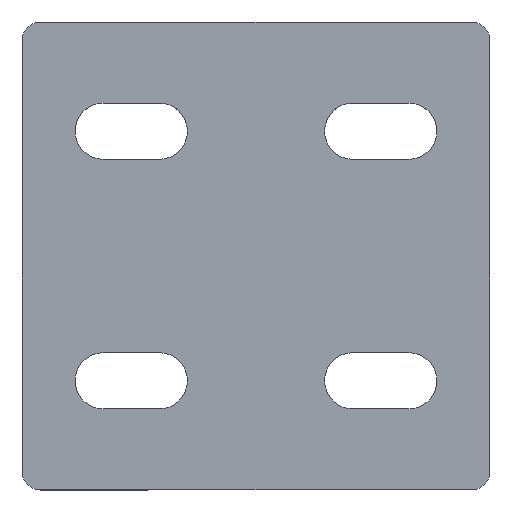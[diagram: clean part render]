
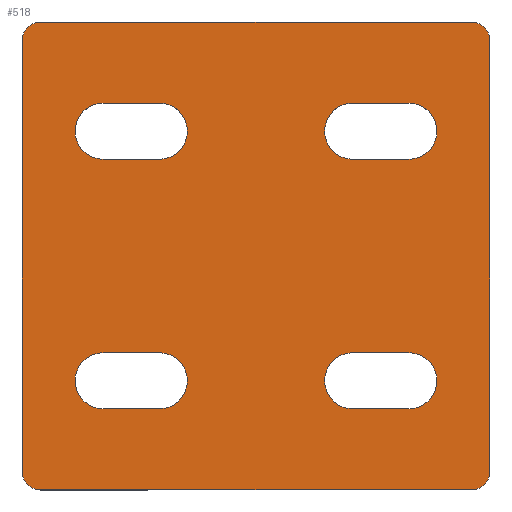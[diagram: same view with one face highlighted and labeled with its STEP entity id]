
A CAD part, top view. The second image highlights one B-rep face of the part: STEP entity #518.
In plain terms, the highlighted planar face has unit normal (0, 0, 1).
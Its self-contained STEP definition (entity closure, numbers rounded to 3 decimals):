
#19=FACE_BOUND('',#93,.T.);
#20=FACE_BOUND('',#94,.T.);
#21=FACE_BOUND('',#95,.T.);
#22=FACE_BOUND('',#96,.T.);
#36=PLANE('',#588);
#62=FACE_OUTER_BOUND('',#92,.T.);
#92=EDGE_LOOP('',(#457,#458,#459,#460,#461,#462,#463,#464));
#93=EDGE_LOOP('',(#465,#466,#467,#468));
#94=EDGE_LOOP('',(#469,#470,#471,#472));
#95=EDGE_LOOP('',(#473,#474,#475,#476));
#96=EDGE_LOOP('',(#477,#478,#479,#480));
#99=LINE('',#751,#147);
#103=LINE('',#762,#151);
#107=LINE('',#775,#155);
#111=LINE('',#786,#159);
#115=LINE('',#799,#163);
#119=LINE('',#810,#167);
#121=LINE('',#815,#169);
#126=LINE('',#829,#174);
#129=LINE('',#839,#177);
#134=LINE('',#853,#182);
#138=LINE('',#865,#186);
#142=LINE('',#877,#190);
#147=VECTOR('',#601,10.);
#151=VECTOR('',#613,10.);
#155=VECTOR('',#625,10.);
#159=VECTOR('',#637,10.);
#163=VECTOR('',#649,10.);
#167=VECTOR('',#661,10.);
#169=VECTOR('',#665,10.);
#174=VECTOR('',#678,10.);
#177=VECTOR('',#689,10.);
#182=VECTOR('',#702,10.);
#186=VECTOR('',#714,10.);
#190=VECTOR('',#726,10.);
#193=CIRCLE('',#540,4.5);
#195=CIRCLE('',#544,4.5);
#197=CIRCLE('',#548,4.5);
#199=CIRCLE('',#552,4.5);
#201=CIRCLE('',#556,4.5);
#203=CIRCLE('',#560,4.5);
#205=CIRCLE('',#565,4.5);
#207=CIRCLE('',#569,4.5);
#209=CIRCLE('',#573,3.);
#211=CIRCLE('',#577,3.);
#213=CIRCLE('',#581,3.);
#215=CIRCLE('',#585,3.);
#217=VERTEX_POINT('',#741);
#218=VERTEX_POINT('',#742);
#221=VERTEX_POINT('',#750);
#223=VERTEX_POINT('',#756);
#225=VERTEX_POINT('',#765);
#226=VERTEX_POINT('',#766);
#229=VERTEX_POINT('',#774);
#231=VERTEX_POINT('',#780);
#233=VERTEX_POINT('',#789);
#234=VERTEX_POINT('',#790);
#237=VERTEX_POINT('',#798);
#239=VERTEX_POINT('',#804);
#241=VERTEX_POINT('',#813);
#242=VERTEX_POINT('',#814);
#245=VERTEX_POINT('',#822);
#247=VERTEX_POINT('',#828);
#249=VERTEX_POINT('',#837);
#250=VERTEX_POINT('',#838);
#253=VERTEX_POINT('',#846);
#255=VERTEX_POINT('',#852);
#257=VERTEX_POINT('',#858);
#259=VERTEX_POINT('',#864);
#261=VERTEX_POINT('',#870);
#263=VERTEX_POINT('',#876);
#265=EDGE_CURVE('',#217,#218,#193,.T.);
#269=EDGE_CURVE('',#218,#221,#99,.T.);
#272=EDGE_CURVE('',#221,#223,#195,.T.);
#275=EDGE_CURVE('',#223,#217,#103,.T.);
#277=EDGE_CURVE('',#225,#226,#197,.T.);
#281=EDGE_CURVE('',#226,#229,#107,.T.);
#284=EDGE_CURVE('',#229,#231,#199,.T.);
#287=EDGE_CURVE('',#231,#225,#111,.T.);
#289=EDGE_CURVE('',#233,#234,#201,.T.);
#293=EDGE_CURVE('',#234,#237,#115,.T.);
#296=EDGE_CURVE('',#237,#239,#203,.T.);
#299=EDGE_CURVE('',#239,#233,#119,.T.);
#301=EDGE_CURVE('',#241,#242,#121,.T.);
#305=EDGE_CURVE('',#242,#245,#205,.T.);
#308=EDGE_CURVE('',#245,#247,#126,.T.);
#311=EDGE_CURVE('',#247,#241,#207,.T.);
#313=EDGE_CURVE('',#249,#250,#129,.T.);
#317=EDGE_CURVE('',#250,#253,#209,.T.);
#320=EDGE_CURVE('',#253,#255,#134,.T.);
#323=EDGE_CURVE('',#255,#257,#211,.T.);
#326=EDGE_CURVE('',#257,#259,#138,.T.);
#329=EDGE_CURVE('',#259,#261,#213,.T.);
#332=EDGE_CURVE('',#261,#263,#142,.T.);
#335=EDGE_CURVE('',#263,#249,#215,.T.);
#457=ORIENTED_EDGE('',*,*,#313,.F.);
#458=ORIENTED_EDGE('',*,*,#335,.F.);
#459=ORIENTED_EDGE('',*,*,#332,.F.);
#460=ORIENTED_EDGE('',*,*,#329,.F.);
#461=ORIENTED_EDGE('',*,*,#326,.F.);
#462=ORIENTED_EDGE('',*,*,#323,.F.);
#463=ORIENTED_EDGE('',*,*,#320,.F.);
#464=ORIENTED_EDGE('',*,*,#317,.F.);
#465=ORIENTED_EDGE('',*,*,#265,.T.);
#466=ORIENTED_EDGE('',*,*,#269,.T.);
#467=ORIENTED_EDGE('',*,*,#272,.T.);
#468=ORIENTED_EDGE('',*,*,#275,.T.);
#469=ORIENTED_EDGE('',*,*,#277,.T.);
#470=ORIENTED_EDGE('',*,*,#281,.T.);
#471=ORIENTED_EDGE('',*,*,#284,.T.);
#472=ORIENTED_EDGE('',*,*,#287,.T.);
#473=ORIENTED_EDGE('',*,*,#289,.T.);
#474=ORIENTED_EDGE('',*,*,#293,.T.);
#475=ORIENTED_EDGE('',*,*,#296,.T.);
#476=ORIENTED_EDGE('',*,*,#299,.T.);
#477=ORIENTED_EDGE('',*,*,#301,.T.);
#478=ORIENTED_EDGE('',*,*,#305,.T.);
#479=ORIENTED_EDGE('',*,*,#308,.T.);
#480=ORIENTED_EDGE('',*,*,#311,.T.);
#518=ADVANCED_FACE('',(#62,#19,#20,#21,#22),#36,.T.);
#540=AXIS2_PLACEMENT_3D('',#743,#593,#594);
#544=AXIS2_PLACEMENT_3D('',#757,#606,#607);
#548=AXIS2_PLACEMENT_3D('',#767,#617,#618);
#552=AXIS2_PLACEMENT_3D('',#781,#630,#631);
#556=AXIS2_PLACEMENT_3D('',#791,#641,#642);
#560=AXIS2_PLACEMENT_3D('',#805,#654,#655);
#565=AXIS2_PLACEMENT_3D('',#823,#671,#672);
#569=AXIS2_PLACEMENT_3D('',#834,#683,#684);
#573=AXIS2_PLACEMENT_3D('',#847,#695,#696);
#577=AXIS2_PLACEMENT_3D('',#859,#707,#708);
#581=AXIS2_PLACEMENT_3D('',#871,#719,#720);
#585=AXIS2_PLACEMENT_3D('',#882,#731,#732);
#588=AXIS2_PLACEMENT_3D('',#885,#737,#738);
#593=DIRECTION('center_axis',(0.,0.,-1.));
#594=DIRECTION('ref_axis',(0.,1.,0.));
#601=DIRECTION('',(-1.,0.,0.));
#606=DIRECTION('center_axis',(0.,0.,-1.));
#607=DIRECTION('ref_axis',(0.,-1.,0.));
#613=DIRECTION('',(1.,0.,0.));
#617=DIRECTION('center_axis',(0.,0.,-1.));
#618=DIRECTION('ref_axis',(0.,1.,0.));
#625=DIRECTION('',(-1.,0.,0.));
#630=DIRECTION('center_axis',(0.,0.,-1.));
#631=DIRECTION('ref_axis',(0.,-1.,0.));
#637=DIRECTION('',(1.,0.,0.));
#641=DIRECTION('center_axis',(0.,0.,-1.));
#642=DIRECTION('ref_axis',(0.,1.,0.));
#649=DIRECTION('',(-1.,0.,0.));
#654=DIRECTION('center_axis',(0.,0.,-1.));
#655=DIRECTION('ref_axis',(0.,-1.,0.));
#661=DIRECTION('',(1.,0.,0.));
#665=DIRECTION('',(1.,0.,0.));
#671=DIRECTION('center_axis',(0.,0.,-1.));
#672=DIRECTION('ref_axis',(0.,-1.,0.));
#678=DIRECTION('',(-1.,0.,0.));
#683=DIRECTION('center_axis',(0.,0.,-1.));
#684=DIRECTION('ref_axis',(0.,1.,0.));
#689=DIRECTION('',(1.,0.,0.));
#695=DIRECTION('center_axis',(0.,0.,-1.));
#696=DIRECTION('ref_axis',(1.,0.,0.));
#702=DIRECTION('',(0.,-1.,0.));
#707=DIRECTION('center_axis',(0.,0.,-1.));
#708=DIRECTION('ref_axis',(0.,-1.,0.));
#714=DIRECTION('',(-1.,0.,0.));
#719=DIRECTION('center_axis',(0.,0.,-1.));
#720=DIRECTION('ref_axis',(-1.,0.,0.));
#726=DIRECTION('',(0.,1.,0.));
#731=DIRECTION('center_axis',(0.,0.,-1.));
#732=DIRECTION('ref_axis',(0.,1.,0.));
#737=DIRECTION('center_axis',(0.,0.,1.));
#738=DIRECTION('ref_axis',(1.,0.,0.));
#741=CARTESIAN_POINT('',(62.,22.,5.));
#742=CARTESIAN_POINT('',(62.,13.,5.));
#743=CARTESIAN_POINT('Origin',(62.,17.5,5.));
#750=CARTESIAN_POINT('',(53.,13.,5.));
#751=CARTESIAN_POINT('',(49.75,13.,5.));
#756=CARTESIAN_POINT('',(53.,22.,5.));
#757=CARTESIAN_POINT('Origin',(53.,17.5,5.));
#762=CARTESIAN_POINT('',(45.25,22.,5.));
#765=CARTESIAN_POINT('',(22.,22.,5.));
#766=CARTESIAN_POINT('',(22.,13.,5.));
#767=CARTESIAN_POINT('Origin',(22.,17.5,5.));
#774=CARTESIAN_POINT('',(13.,13.,5.));
#775=CARTESIAN_POINT('',(29.75,13.,5.));
#780=CARTESIAN_POINT('',(13.,22.,5.));
#781=CARTESIAN_POINT('Origin',(13.,17.5,5.));
#786=CARTESIAN_POINT('',(25.25,22.,5.));
#789=CARTESIAN_POINT('',(62.,62.,5.));
#790=CARTESIAN_POINT('',(62.,53.,5.));
#791=CARTESIAN_POINT('Origin',(62.,57.5,5.));
#798=CARTESIAN_POINT('',(53.,53.,5.));
#799=CARTESIAN_POINT('',(49.75,53.,5.));
#804=CARTESIAN_POINT('',(53.,62.,5.));
#805=CARTESIAN_POINT('Origin',(53.,57.5,5.));
#810=CARTESIAN_POINT('',(45.25,62.,5.));
#813=CARTESIAN_POINT('',(13.,62.,5.));
#814=CARTESIAN_POINT('',(22.,62.,5.));
#815=CARTESIAN_POINT('',(25.25,62.,5.));
#822=CARTESIAN_POINT('',(22.,53.,5.));
#823=CARTESIAN_POINT('Origin',(22.,57.5,5.));
#828=CARTESIAN_POINT('',(13.,53.,5.));
#829=CARTESIAN_POINT('',(29.75,53.,5.));
#834=CARTESIAN_POINT('Origin',(13.,57.5,5.));
#837=CARTESIAN_POINT('',(3.,75.,5.));
#838=CARTESIAN_POINT('',(72.,75.,5.));
#839=CARTESIAN_POINT('',(72.,75.,5.));
#846=CARTESIAN_POINT('',(75.,72.,5.));
#847=CARTESIAN_POINT('Origin',(72.,72.,5.));
#852=CARTESIAN_POINT('',(75.,3.,5.));
#853=CARTESIAN_POINT('',(75.,3.,5.));
#858=CARTESIAN_POINT('',(72.,0.,5.));
#859=CARTESIAN_POINT('Origin',(72.,3.,5.));
#864=CARTESIAN_POINT('',(3.,0.,5.));
#865=CARTESIAN_POINT('',(3.,0.,5.));
#870=CARTESIAN_POINT('',(0.,3.,5.));
#871=CARTESIAN_POINT('Origin',(3.,3.,5.));
#876=CARTESIAN_POINT('',(0.,72.,5.));
#877=CARTESIAN_POINT('',(0.,72.,5.));
#882=CARTESIAN_POINT('Origin',(3.,72.,5.));
#885=CARTESIAN_POINT('Origin',(37.5,37.5,5.));
